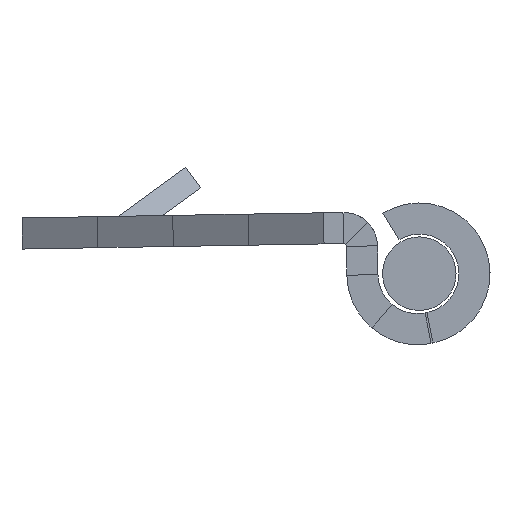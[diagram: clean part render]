
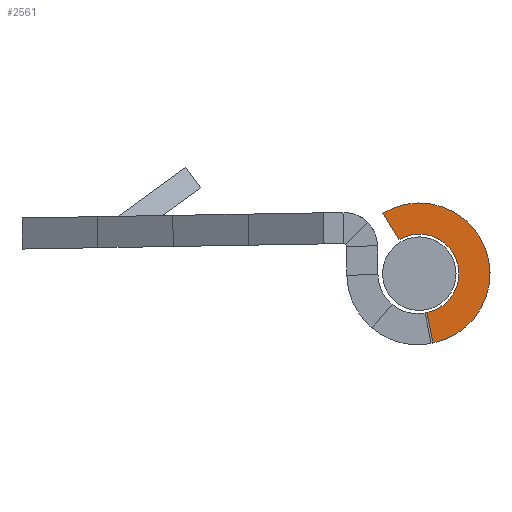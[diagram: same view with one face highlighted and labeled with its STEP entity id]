
A CAD part, left-side view. The second image highlights one B-rep face of the part: STEP entity #2561.
In plain terms, the highlighted planar face has unit normal (-1, 0, 0).
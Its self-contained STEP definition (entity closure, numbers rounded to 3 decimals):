
#760 = ORIENTED_EDGE ( 'NONE', *, *, #1651, .F. ) ;
#814 = LINE ( 'NONE', #1580, #2721 ) ;
#834 = EDGE_CURVE ( 'NONE', #2738, #1648, #4181, .T. ) ;
#853 = CARTESIAN_POINT ( 'NONE',  ( -13.944, 1.294, 2.336 ) ) ;
#856 = ORIENTED_EDGE ( 'NONE', *, *, #1698, .F. ) ;
#859 = DIRECTION ( 'NONE',  ( 0., -0.174, -0.985 ) ) ;
#865 = AXIS2_PLACEMENT_3D ( 'NONE', #3672, #4007, #3024 ) ;
#993 = DIRECTION ( 'NONE',  ( 0., -0.5, -0.866 ) ) ;
#1064 = ORIENTED_EDGE ( 'NONE', *, *, #834, .T. ) ;
#1310 = VECTOR ( 'NONE', #993, 1000. ) ;
#1510 = AXIS2_PLACEMENT_3D ( 'NONE', #2300, #3605, #2621 ) ;
#1580 = CARTESIAN_POINT ( 'NONE',  ( -13.944, 1.294, 2.336 ) ) ;
#1648 = VERTEX_POINT ( 'NONE', #3444 ) ;
#1651 = EDGE_CURVE ( 'NONE', #2408, #1773, #4109, .T. ) ;
#1698 = EDGE_CURVE ( 'NONE', #2738, #2408, #814, .T. ) ;
#1736 = ORIENTED_EDGE ( 'NONE', *, *, #3957, .F. ) ;
#1773 = VERTEX_POINT ( 'NONE', #4313 ) ;
#2212 = LINE ( 'NONE', #3970, #1310 ) ;
#2287 = PLANE ( 'NONE',  #1510 ) ;
#2300 = CARTESIAN_POINT ( 'NONE',  ( -13.944, 1.077, 1.105 ) ) ;
#2408 = VERTEX_POINT ( 'NONE', #3462 ) ;
#2561 = ADVANCED_FACE ( 'NONE', ( #3210 ), #2287, .T. ) ;
#2578 = DIRECTION ( 'NONE',  ( -1., 0., 0. ) ) ;
#2621 = DIRECTION ( 'NONE',  ( 0., 0., 1. ) ) ;
#2721 = VECTOR ( 'NONE', #859, 1000. ) ;
#2738 = VERTEX_POINT ( 'NONE', #853 ) ;
#2888 = CARTESIAN_POINT ( 'NONE',  ( -13.944, 1.077, 1.105 ) ) ;
#3024 = DIRECTION ( 'NONE',  ( 0., 0., -1. ) ) ;
#3210 = FACE_OUTER_BOUND ( 'NONE', #3955, .T. ) ;
#3444 = CARTESIAN_POINT ( 'NONE',  ( -13.944, 0.452, 0.022 ) ) ;
#3462 = CARTESIAN_POINT ( 'NONE',  ( -13.944, 1.198, 1.794 ) ) ;
#3561 = AXIS2_PLACEMENT_3D ( 'NONE', #2888, #2578, #3912 ) ;
#3605 = DIRECTION ( 'NONE',  ( -1., 0., 0. ) ) ;
#3672 = CARTESIAN_POINT ( 'NONE',  ( -13.944, 1.077, 1.105 ) ) ;
#3912 = DIRECTION ( 'NONE',  ( 0., 0., -1. ) ) ;
#3955 = EDGE_LOOP ( 'NONE', ( #1736, #760, #856, #1064 ) ) ;
#3957 = EDGE_CURVE ( 'NONE', #1773, #1648, #2212, .T. ) ;
#3970 = CARTESIAN_POINT ( 'NONE',  ( -13.944, 0.727, 0.499 ) ) ;
#4007 = DIRECTION ( 'NONE',  ( -1., 0., 0. ) ) ;
#4109 = CIRCLE ( 'NONE', #3561, 0.7 ) ;
#4181 = CIRCLE ( 'NONE', #865, 1.25 ) ;
#4313 = CARTESIAN_POINT ( 'NONE',  ( -13.944, 0.727, 0.499 ) ) ;
